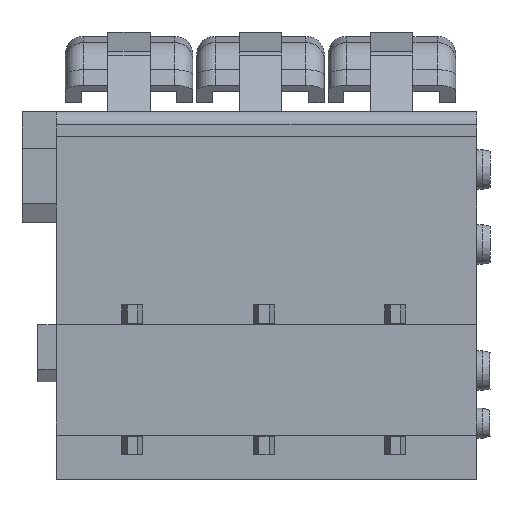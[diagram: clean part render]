
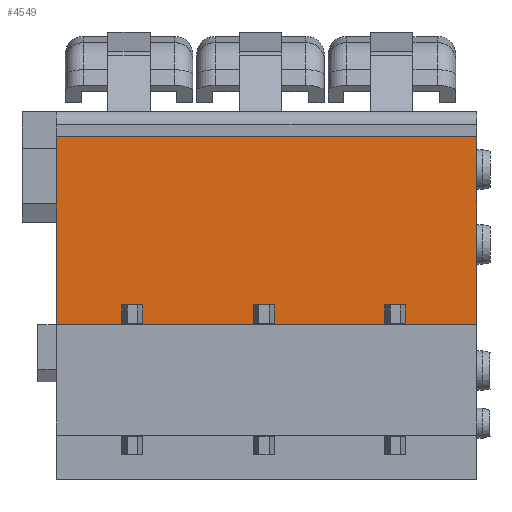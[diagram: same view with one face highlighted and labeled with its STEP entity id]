
A CAD part, front view. The second image highlights one B-rep face of the part: STEP entity #4549.
In plain terms, the highlighted planar face has unit normal (0, -1, 0).
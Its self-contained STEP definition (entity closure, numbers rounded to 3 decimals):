
#9=DIRECTION('',(0.,0.,1.));
#10=VECTOR('',#9,7.15);
#11=CARTESIAN_POINT('',(-15.,0.,-8.1));
#12=LINE('',#11,#10);
#13=DIRECTION('',(1.,0.,0.));
#14=VECTOR('',#13,16.);
#15=CARTESIAN_POINT('',(-15.,0.,-0.95));
#16=LINE('',#15,#14);
#17=DIRECTION('',(0.,0.,-1.));
#18=VECTOR('',#17,7.15);
#19=CARTESIAN_POINT('',(1.,0.,-0.95));
#20=LINE('',#19,#18);
#21=DIRECTION('',(1.,0.,0.));
#22=VECTOR('',#21,0.8);
#23=CARTESIAN_POINT('',(-12.5,0.,-7.35));
#24=LINE('',#23,#22);
#33=DIRECTION('',(0.,0.,-1.));
#34=VECTOR('',#33,0.7);
#35=CARTESIAN_POINT('',(-11.7,0.,-7.35));
#36=LINE('',#35,#34);
#41=DIRECTION('',(-1.,0.,0.));
#42=VECTOR('',#41,0.8);
#43=CARTESIAN_POINT('',(-11.7,0.,-8.05));
#44=LINE('',#43,#42);
#57=DIRECTION('',(0.,0.,1.));
#58=VECTOR('',#57,0.7);
#59=CARTESIAN_POINT('',(-12.5,0.,-8.05));
#60=LINE('',#59,#58);
#93=DIRECTION('',(1.,0.,0.));
#94=VECTOR('',#93,0.8);
#95=CARTESIAN_POINT('',(-7.5,0.,-7.35));
#96=LINE('',#95,#94);
#105=DIRECTION('',(0.,0.,-1.));
#106=VECTOR('',#105,0.7);
#107=CARTESIAN_POINT('',(-6.7,0.,-7.35));
#108=LINE('',#107,#106);
#113=DIRECTION('',(-1.,0.,0.));
#114=VECTOR('',#113,0.8);
#115=CARTESIAN_POINT('',(-6.7,0.,-8.05));
#116=LINE('',#115,#114);
#129=DIRECTION('',(0.,0.,1.));
#130=VECTOR('',#129,0.7);
#131=CARTESIAN_POINT('',(-7.5,0.,-8.05));
#132=LINE('',#131,#130);
#165=DIRECTION('',(1.,0.,0.));
#166=VECTOR('',#165,0.8);
#167=CARTESIAN_POINT('',(-2.5,0.,-7.35));
#168=LINE('',#167,#166);
#177=DIRECTION('',(0.,0.,-1.));
#178=VECTOR('',#177,0.7);
#179=CARTESIAN_POINT('',(-1.7,0.,-7.35));
#180=LINE('',#179,#178);
#185=DIRECTION('',(-1.,0.,0.));
#186=VECTOR('',#185,0.8);
#187=CARTESIAN_POINT('',(-1.7,0.,-8.05));
#188=LINE('',#187,#186);
#201=DIRECTION('',(0.,0.,1.));
#202=VECTOR('',#201,0.7);
#203=CARTESIAN_POINT('',(-2.5,0.,-8.05));
#204=LINE('',#203,#202);
#241=DIRECTION('',(1.,0.,0.));
#242=VECTOR('',#241,16.);
#243=CARTESIAN_POINT('',(-15.,0.,-8.1));
#244=LINE('',#243,#242);
#3477=CARTESIAN_POINT('',(1.,0.,-0.95));
#3479=VERTEX_POINT('',#3477);
#3533=CARTESIAN_POINT('',(1.,0.,-8.1));
#3534=VERTEX_POINT('',#3533);
#3790=CARTESIAN_POINT('',(-2.5,0.,-7.35));
#3791=CARTESIAN_POINT('',(-1.7,0.,-7.35));
#3792=VERTEX_POINT('',#3790);
#3793=VERTEX_POINT('',#3791);
#3802=CARTESIAN_POINT('',(-1.7,0.,-8.05));
#3803=VERTEX_POINT('',#3802);
#3804=CARTESIAN_POINT('',(-2.5,0.,-8.05));
#3805=VERTEX_POINT('',#3804);
#4031=CARTESIAN_POINT('',(-7.5,0.,-7.35));
#4032=CARTESIAN_POINT('',(-6.7,0.,-7.35));
#4033=VERTEX_POINT('',#4031);
#4034=VERTEX_POINT('',#4032);
#4043=CARTESIAN_POINT('',(-6.7,0.,-8.05));
#4044=VERTEX_POINT('',#4043);
#4045=CARTESIAN_POINT('',(-7.5,0.,-8.05));
#4046=VERTEX_POINT('',#4045);
#4101=CARTESIAN_POINT('',(-15.,0.,-0.95));
#4102=VERTEX_POINT('',#4101);
#4103=CARTESIAN_POINT('',(-15.,0.,-8.1));
#4104=VERTEX_POINT('',#4103);
#4384=CARTESIAN_POINT('',(-12.5,0.,-7.35));
#4385=CARTESIAN_POINT('',(-11.7,0.,-7.35));
#4386=VERTEX_POINT('',#4384);
#4387=VERTEX_POINT('',#4385);
#4396=CARTESIAN_POINT('',(-11.7,0.,-8.05));
#4397=VERTEX_POINT('',#4396);
#4398=CARTESIAN_POINT('',(-12.5,0.,-8.05));
#4399=VERTEX_POINT('',#4398);
#4505=CARTESIAN_POINT('',(0.5,0.,-4.525));
#4506=DIRECTION('',(0.,1.,0.));
#4507=DIRECTION('',(0.,0.,-1.));
#4508=AXIS2_PLACEMENT_3D('',#4505,#4506,#4507);
#4509=PLANE('',#4508);
#4511=ORIENTED_EDGE('',*,*,#4510,.F.);
#4513=ORIENTED_EDGE('',*,*,#4512,.T.);
#4514=ORIENTED_EDGE('',*,*,#4495,.T.);
#4516=ORIENTED_EDGE('',*,*,#4515,.T.);
#4517=EDGE_LOOP('',(#4511,#4513,#4514,#4516));
#4518=FACE_OUTER_BOUND('',#4517,.F.);
#4520=ORIENTED_EDGE('',*,*,#4519,.F.);
#4522=ORIENTED_EDGE('',*,*,#4521,.F.);
#4524=ORIENTED_EDGE('',*,*,#4523,.F.);
#4526=ORIENTED_EDGE('',*,*,#4525,.F.);
#4527=EDGE_LOOP('',(#4520,#4522,#4524,#4526));
#4528=FACE_BOUND('',#4527,.F.);
#4530=ORIENTED_EDGE('',*,*,#4529,.F.);
#4532=ORIENTED_EDGE('',*,*,#4531,.F.);
#4534=ORIENTED_EDGE('',*,*,#4533,.F.);
#4536=ORIENTED_EDGE('',*,*,#4535,.F.);
#4537=EDGE_LOOP('',(#4530,#4532,#4534,#4536));
#4538=FACE_BOUND('',#4537,.F.);
#4540=ORIENTED_EDGE('',*,*,#4539,.F.);
#4542=ORIENTED_EDGE('',*,*,#4541,.F.);
#4544=ORIENTED_EDGE('',*,*,#4543,.F.);
#4546=ORIENTED_EDGE('',*,*,#4545,.F.);
#4547=EDGE_LOOP('',(#4540,#4542,#4544,#4546));
#4548=FACE_BOUND('',#4547,.F.);
#4549=ADVANCED_FACE('',(#4518,#4528,#4538,#4548),#4509,.F.);
#4495=EDGE_CURVE('',#4102,#3479,#16,.T.);
#4510=EDGE_CURVE('',#4104,#3534,#244,.T.);
#4512=EDGE_CURVE('',#4104,#4102,#12,.T.);
#4515=EDGE_CURVE('',#3479,#3534,#20,.T.);
#4519=EDGE_CURVE('',#4033,#4034,#96,.T.);
#4521=EDGE_CURVE('',#4046,#4033,#132,.T.);
#4523=EDGE_CURVE('',#4044,#4046,#116,.T.);
#4525=EDGE_CURVE('',#4034,#4044,#108,.T.);
#4529=EDGE_CURVE('',#3792,#3793,#168,.T.);
#4531=EDGE_CURVE('',#3805,#3792,#204,.T.);
#4533=EDGE_CURVE('',#3803,#3805,#188,.T.);
#4535=EDGE_CURVE('',#3793,#3803,#180,.T.);
#4539=EDGE_CURVE('',#4386,#4387,#24,.T.);
#4541=EDGE_CURVE('',#4399,#4386,#60,.T.);
#4543=EDGE_CURVE('',#4397,#4399,#44,.T.);
#4545=EDGE_CURVE('',#4387,#4397,#36,.T.);
